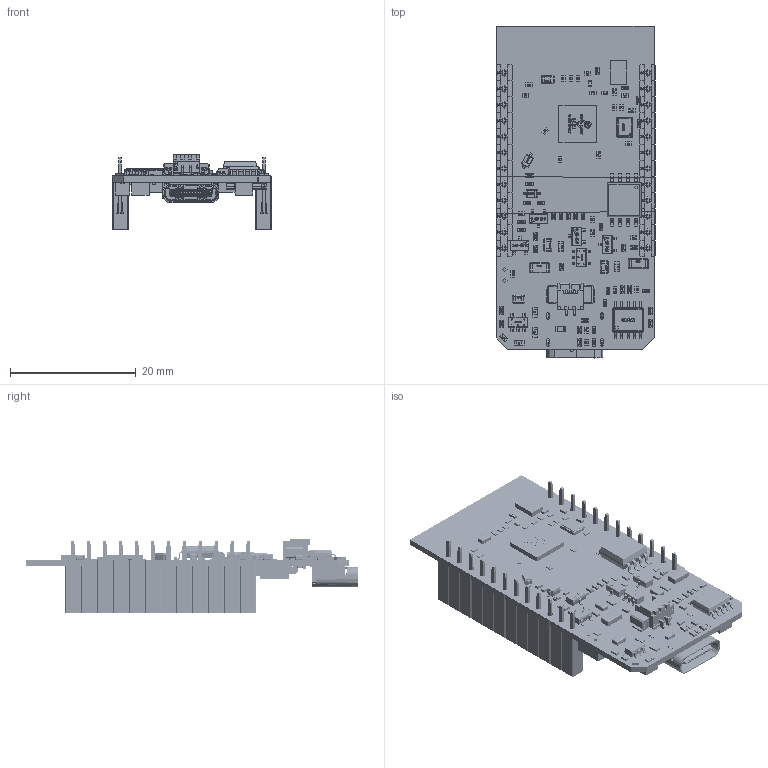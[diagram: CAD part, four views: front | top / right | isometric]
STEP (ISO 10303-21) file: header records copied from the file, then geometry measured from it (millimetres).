
FILE_DESCRIPTION(('Open CASCADE Model'),'2;1');
FILE_NAME('Open CASCADE Shape Model','2021-07-30T16:55:17',('Author'),( 'Open CASCADE'),'Open CASCADE STEP processor 6.8','Open CASCADE 6.8' ,'Unknown');
FILE_SCHEMA(('AUTOMOTIVE_DESIGN { 1 0 10303 214 1 1 1 1 }'));
Length unit declared in the file: millimetre
Products named in the file (147): PCB; Board; RY; User_Library-RES_1005-0402; R52; D6; SOD323; C42; C1206; R20; C49; 0402_SMD_Capacitor; C32; U2; SW3dPS-SOIC8_(ATTINY12); P5; HDR2.54-1P_M; LOGO?; P4; U7; User_Library-SOT23-5; User_Library-SOT23-5_SOT23-5_Connector_Default; User_Library-SOT23-5_SOT23-5_Body_Default; D1; L2; L0402; C24; C23; C22; C21; C20; C18; C17; C14; C10; C9; C8; C4; C2; C1 ...
Assembly tree (266 placements, depth 4):
  PCB
    Board
    RY
      User_Library-RES_1005-0402
    R52
      User_Library-RES_1005-0402
    D6
      SOD323
    C42
      C1206
    R20
      User_Library-RES_1005-0402
    C49
      0402_SMD_Capacitor
    C32
      0402_SMD_Capacitor
    U2
      SW3dPS-SOIC8_(ATTINY12)
    P5
      HDR2.54-1P_M  x12
        HDR2.54-1P_M
        LOGO?
    P4
      HDR2.54-1P_M  x12
        HDR2.54-1P_M
        LOGO?
    U7
      User_Library-SOT23-5
        User_Library-SOT23-5_SOT23-5_Connector_Default  x5
        User_Library-SOT23-5_SOT23-5_Body_Default
    D1
      SOD323
    L2
      L0402
    C24
      0402_SMD_Capacitor
    C23
      0402_SMD_Capacitor
    C22
      0402_SMD_Capacitor
    C21
      0402_SMD_Capacitor
    C20
      0402_SMD_Capacitor
    C18
      0402_SMD_Capacitor
    C17
      0402_SMD_Capacitor
    C14
      0402_SMD_Capacitor
    C10
      0402_SMD_Capacitor
    C9
      0402_SMD_Capacitor
    C8
      0402_SMD_Capacitor
    C4
      0402_SMD_Capacitor
    C2
      0402_SMD_Capacitor
Bounding box: 25.45 x 52.84 x 11.9 mm (x, y, z)
Volume: 3591.1 mm3
Topology: 703 solids, 725 shells, 17151 faces, 42565 edges, 27062 vertices
Faces by surface type: plane 9828, bspline 3810, cylinder 2956, sphere 416, torus 84, cone 55, revolution 2
Full cylindrical faces by diameter (mm): 0.7 x2, 1.1 x23
Entity records: 207068 total; most frequent: CARTESIAN_POINT 76518, ORIENTED_EDGE 24172, DIRECTION 19946, EDGE_CURVE 12126, LINE 8688, VECTOR 8688, VERTEX_POINT 7811, AXIS2_PLACEMENT_3D 5628
